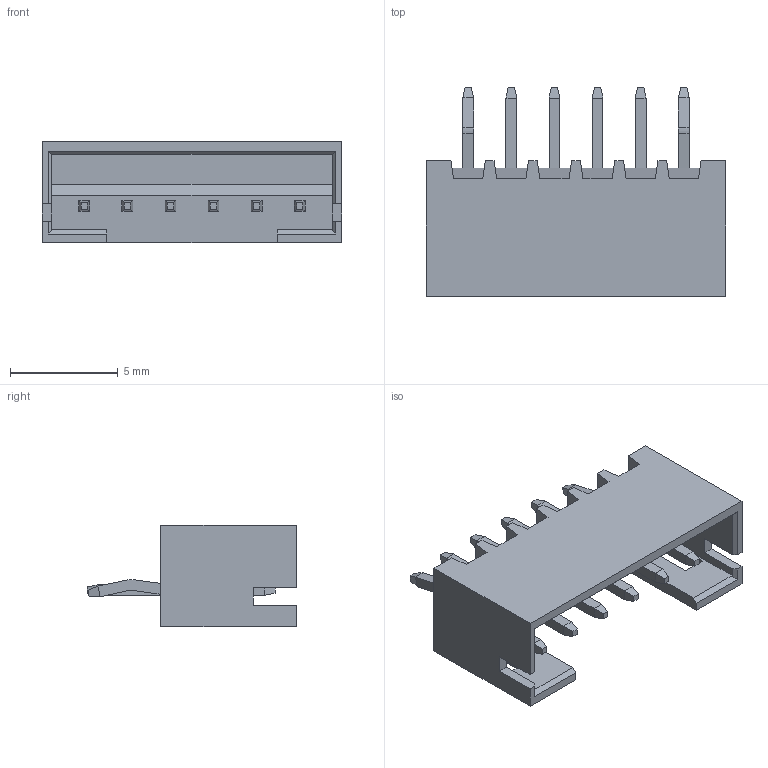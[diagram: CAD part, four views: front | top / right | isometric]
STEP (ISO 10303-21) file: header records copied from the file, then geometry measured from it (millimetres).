
FILE_DESCRIPTION((''),'2;1');
FILE_NAME('FWF20001-6P','2020-12-04T',('gongcheng6'),(''),'PRO/ENGINEER BY PARAMETRIC TECHNOLOGY CORPORATION, 2010280','PRO/ENGINEER BY PARAMETRIC TECHNOLOGY CORPORATION, 2010280','');
FILE_SCHEMA(('CONFIG_CONTROL_DESIGN'));
Length unit declared in the file: millimetre
Products named in the file (1): FWF20001-6P
Bounding box: 13.9 x 9.7 x 4.7 mm (x, y, z)
Volume: 167.1 mm3; surface area: 542.6 mm2
Topology: 1 solids, 1 shells, 185 faces, 471 edges, 296 vertices
Faces by surface type: plane 181, cylinder 4
Entity records: 5447 total; most frequent: CARTESIAN_POINT 952, ORIENTED_EDGE 942, DIRECTION 849, EDGE_CURVE 471, VECTOR 463, LINE 463, VERTEX_POINT 296, EDGE_LOOP 197
